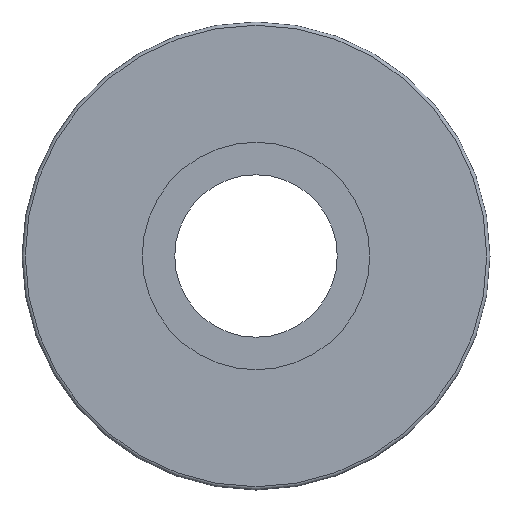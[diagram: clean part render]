
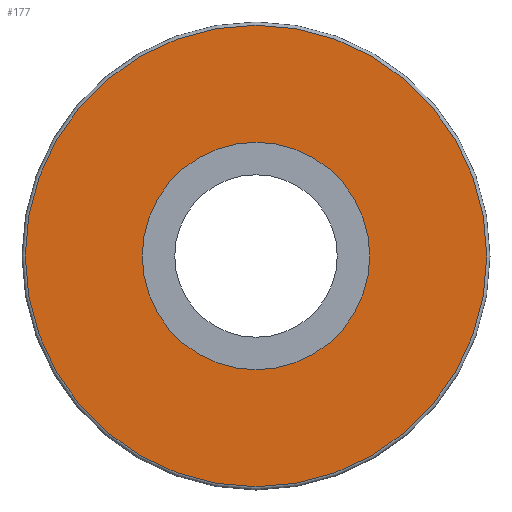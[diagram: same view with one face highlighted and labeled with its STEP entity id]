
A CAD part, left-side view. The second image highlights one B-rep face of the part: STEP entity #177.
In plain terms, the highlighted planar face has unit normal (-1, 0, 0).
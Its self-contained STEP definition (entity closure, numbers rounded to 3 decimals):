
#30=FACE_BOUND('',#52,.T.);
#34=PLANE('',#216);
#39=FACE_OUTER_BOUND('',#51,.T.);
#51=EDGE_LOOP('',(#130));
#52=EDGE_LOOP('',(#131));
#69=CIRCLE('',#215,35.5);
#70=CIRCLE('',#217,17.5);
#87=VERTEX_POINT('',#317);
#88=VERTEX_POINT('',#321);
#104=EDGE_CURVE('',#87,#87,#69,.T.);
#105=EDGE_CURVE('',#88,#88,#70,.T.);
#130=ORIENTED_EDGE('',*,*,#104,.F.);
#131=ORIENTED_EDGE('',*,*,#105,.T.);
#177=ADVANCED_FACE('',(#39,#30),#34,.T.);
#215=AXIS2_PLACEMENT_3D('',#319,#252,#253);
#216=AXIS2_PLACEMENT_3D('',#320,#254,#255);
#217=AXIS2_PLACEMENT_3D('',#322,#256,#257);
#252=DIRECTION('center_axis',(1.,0.,0.));
#253=DIRECTION('ref_axis',(0.,-1.,0.));
#254=DIRECTION('center_axis',(-1.,0.,0.));
#255=DIRECTION('ref_axis',(0.,0.,1.));
#256=DIRECTION('center_axis',(1.,0.,0.));
#257=DIRECTION('ref_axis',(0.,1.,0.));
#317=CARTESIAN_POINT('',(-63.13,22.043,35.5));
#319=CARTESIAN_POINT('Origin',(-63.13,22.043,0.));
#320=CARTESIAN_POINT('Origin',(-63.13,48.793,0.));
#321=CARTESIAN_POINT('',(-63.13,4.543,0.));
#322=CARTESIAN_POINT('Origin',(-63.13,22.043,0.));
